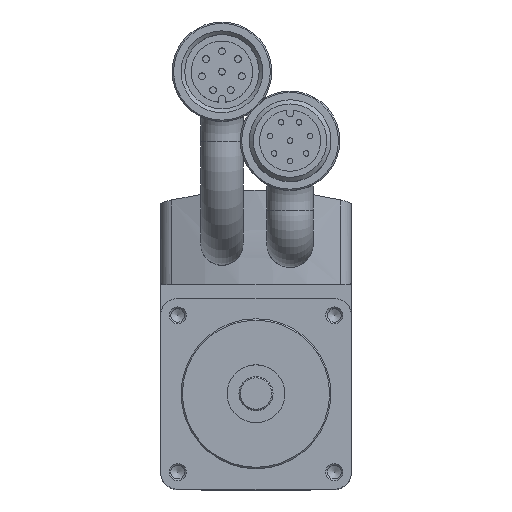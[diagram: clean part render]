
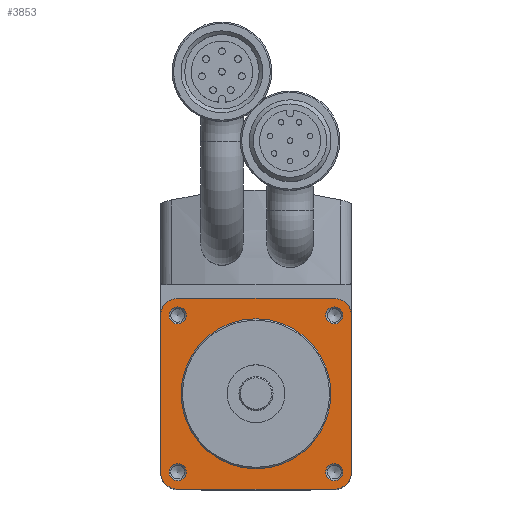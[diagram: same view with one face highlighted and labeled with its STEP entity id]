
A CAD part, top view. The second image highlights one B-rep face of the part: STEP entity #3853.
In plain terms, the highlighted planar face has unit normal (0, 0, 1).
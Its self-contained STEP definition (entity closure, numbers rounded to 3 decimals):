
#293=CIRCLE('',#4170,2.5);
#295=CIRCLE('',#4174,2.5);
#296=CIRCLE('',#4177,2.5);
#298=CIRCLE('',#4181,2.5);
#300=CIRCLE('',#4184,1.25);
#301=CIRCLE('',#4185,1.25);
#302=CIRCLE('',#4186,1.25);
#303=CIRCLE('',#4187,1.25);
#304=CIRCLE('',#4188,11.);
#645=ORIENTED_EDGE('',*,*,#1690,.T.);
#646=ORIENTED_EDGE('',*,*,#1691,.T.);
#647=ORIENTED_EDGE('',*,*,#1692,.T.);
#648=ORIENTED_EDGE('',*,*,#1693,.T.);
#649=ORIENTED_EDGE('',*,*,#1694,.F.);
#650=ORIENTED_EDGE('',*,*,#1655,.T.);
#651=ORIENTED_EDGE('',*,*,#1668,.T.);
#652=ORIENTED_EDGE('',*,*,#1671,.T.);
#653=ORIENTED_EDGE('',*,*,#1674,.T.);
#654=ORIENTED_EDGE('',*,*,#1681,.T.);
#655=ORIENTED_EDGE('',*,*,#1682,.T.);
#656=ORIENTED_EDGE('',*,*,#1685,.T.);
#657=ORIENTED_EDGE('',*,*,#1688,.T.);
#1655=EDGE_CURVE('',#2176,#2175,#2487,.T.);
#1668=EDGE_CURVE('',#2175,#2186,#293,.T.);
#1671=EDGE_CURVE('',#2186,#2188,#2499,.T.);
#1674=EDGE_CURVE('',#2188,#2190,#295,.T.);
#1681=EDGE_CURVE('',#2190,#2196,#2507,.T.);
#1682=EDGE_CURVE('',#2196,#2197,#296,.T.);
#1685=EDGE_CURVE('',#2197,#2199,#2509,.T.);
#1688=EDGE_CURVE('',#2199,#2176,#298,.T.);
#1690=EDGE_CURVE('',#2201,#2201,#300,.T.);
#1691=EDGE_CURVE('',#2202,#2202,#301,.T.);
#1692=EDGE_CURVE('',#2203,#2203,#302,.T.);
#1693=EDGE_CURVE('',#2204,#2204,#303,.T.);
#1694=EDGE_CURVE('',#2205,#2205,#304,.T.);
#2175=VERTEX_POINT('',#6226);
#2176=VERTEX_POINT('',#6228);
#2186=VERTEX_POINT('',#6252);
#2188=VERTEX_POINT('',#6258);
#2190=VERTEX_POINT('',#6264);
#2196=VERTEX_POINT('',#6278);
#2197=VERTEX_POINT('',#6282);
#2199=VERTEX_POINT('',#6288);
#2201=VERTEX_POINT('',#6297);
#2202=VERTEX_POINT('',#6299);
#2203=VERTEX_POINT('',#6301);
#2204=VERTEX_POINT('',#6303);
#2205=VERTEX_POINT('',#6305);
#2487=LINE('',#6227,#2714);
#2499=LINE('',#6259,#2726);
#2507=LINE('',#6279,#2734);
#2509=LINE('',#6287,#2736);
#2714=VECTOR('',#4743,1000.);
#2726=VECTOR('',#4769,1000.);
#2734=VECTOR('',#4785,1000.);
#2736=VECTOR('',#4795,1000.);
#2956=EDGE_LOOP('',(#645));
#2957=EDGE_LOOP('',(#646));
#2958=EDGE_LOOP('',(#647));
#2959=EDGE_LOOP('',(#648));
#2960=EDGE_LOOP('',(#649));
#2961=EDGE_LOOP('',(#650,#651,#652,#653,#654,#655,#656,#657));
#3344=FACE_BOUND('',#2956,.T.);
#3345=FACE_BOUND('',#2957,.T.);
#3346=FACE_BOUND('',#2958,.T.);
#3347=FACE_BOUND('',#2959,.T.);
#3348=FACE_BOUND('',#2960,.T.);
#3349=FACE_BOUND('',#2961,.T.);
#3705=PLANE('',#4183);
#3853=ADVANCED_FACE('',(#3344,#3345,#3346,#3347,#3348,#3349),#3705,.T.);
#4170=AXIS2_PLACEMENT_3D('',#6253,#4763,#4764);
#4174=AXIS2_PLACEMENT_3D('',#6265,#4775,#4776);
#4177=AXIS2_PLACEMENT_3D('',#6281,#4788,#4789);
#4181=AXIS2_PLACEMENT_3D('',#6293,#4800,#4801);
#4183=AXIS2_PLACEMENT_3D('',#6295,#4804,#4805);
#4184=AXIS2_PLACEMENT_3D('',#6296,#4806,#4807);
#4185=AXIS2_PLACEMENT_3D('',#6298,#4808,#4809);
#4186=AXIS2_PLACEMENT_3D('',#6300,#4810,#4811);
#4187=AXIS2_PLACEMENT_3D('',#6302,#4812,#4813);
#4188=AXIS2_PLACEMENT_3D('',#6304,#4814,#4815);
#4743=DIRECTION('',(0.,-1.,0.));
#4763=DIRECTION('',(0.,0.,1.));
#4764=DIRECTION('',(1.,0.,0.));
#4769=DIRECTION('',(1.,0.,0.));
#4775=DIRECTION('',(0.,0.,1.));
#4776=DIRECTION('',(1.,0.,0.));
#4785=DIRECTION('',(0.,1.,0.));
#4788=DIRECTION('',(0.,0.,1.));
#4789=DIRECTION('',(1.,0.,0.));
#4795=DIRECTION('',(-1.,0.,0.));
#4800=DIRECTION('',(0.,0.,1.));
#4801=DIRECTION('',(1.,0.,0.));
#4804=DIRECTION('',(0.,0.,1.));
#4805=DIRECTION('',(1.,0.,0.));
#4806=DIRECTION('',(0.,0.,-1.));
#4807=DIRECTION('',(-1.,0.,0.));
#4808=DIRECTION('',(0.,0.,-1.));
#4809=DIRECTION('',(-1.,0.,0.));
#4810=DIRECTION('',(0.,0.,-1.));
#4811=DIRECTION('',(-1.,0.,0.));
#4812=DIRECTION('',(0.,0.,-1.));
#4813=DIRECTION('',(-1.,0.,0.));
#4814=DIRECTION('',(0.,0.,1.));
#4815=DIRECTION('',(1.,0.,0.));
#6226=CARTESIAN_POINT('',(-14.,-11.5,0.));
#6227=CARTESIAN_POINT('',(-14.,11.5,0.));
#6228=CARTESIAN_POINT('',(-14.,11.5,0.));
#6252=CARTESIAN_POINT('',(-11.5,-14.,0.));
#6253=CARTESIAN_POINT('',(-11.5,-11.5,0.));
#6258=CARTESIAN_POINT('',(11.5,-14.,0.));
#6259=CARTESIAN_POINT('',(-11.5,-14.,0.));
#6264=CARTESIAN_POINT('',(14.,-11.5,0.));
#6265=CARTESIAN_POINT('',(11.5,-11.5,0.));
#6278=CARTESIAN_POINT('',(14.,11.5,0.));
#6279=CARTESIAN_POINT('',(14.,-11.5,0.));
#6281=CARTESIAN_POINT('',(11.5,11.5,0.));
#6282=CARTESIAN_POINT('',(11.5,14.,0.));
#6287=CARTESIAN_POINT('',(11.5,14.,0.));
#6288=CARTESIAN_POINT('',(-11.5,14.,0.));
#6293=CARTESIAN_POINT('',(-11.5,11.5,0.));
#6295=CARTESIAN_POINT('',(-11.5,-11.5,0.));
#6296=CARTESIAN_POINT('',(-11.5,-11.5,0.));
#6297=CARTESIAN_POINT('',(-12.75,-11.5,0.));
#6298=CARTESIAN_POINT('',(-11.5,11.5,0.));
#6299=CARTESIAN_POINT('',(-12.75,11.5,0.));
#6300=CARTESIAN_POINT('',(11.5,-11.5,0.));
#6301=CARTESIAN_POINT('',(10.25,-11.5,0.));
#6302=CARTESIAN_POINT('',(11.5,11.5,0.));
#6303=CARTESIAN_POINT('',(10.25,11.5,0.));
#6304=CARTESIAN_POINT('',(0.,0.,0.));
#6305=CARTESIAN_POINT('',(11.,0.,0.));
